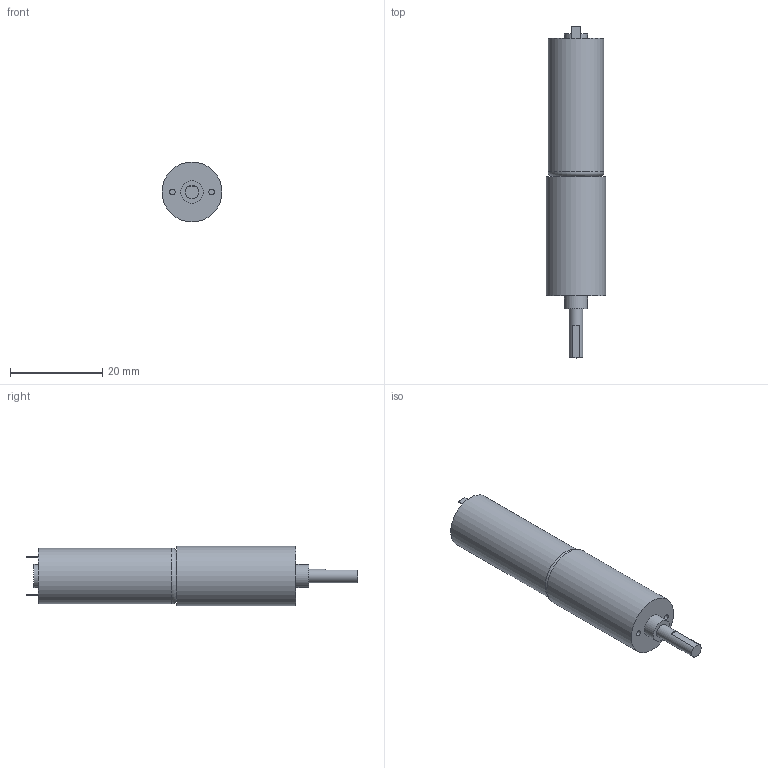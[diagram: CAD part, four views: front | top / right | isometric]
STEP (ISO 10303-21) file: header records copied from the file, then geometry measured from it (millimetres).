
FILE_DESCRIPTION( ( 'Unknown' ), '1' );
FILE_NAME( 'PD1330-1024.stp', 'Unknown', ( 'Unknown' ), ( 'Unknown' ), 'PSStep 17.0.49', 'Unknown', ' ' );
FILE_SCHEMA( ( 'AUTOMOTIVE_DESIGN { 1 0 10303 214 1 1 1 1 }' ) );
Length unit declared in the file: millimetre
Products named in the file (1): 1
Bounding box: 13 x 72.1 x 13 mm (x, y, z)
Volume: 7018.9 mm3; surface area: 2738.8 mm2
Topology: 1 solids, 1 shells, 28 faces, 53 edges, 35 vertices
Faces by surface type: plane 20, cylinder 7, torus 1
Full cylindrical faces by diameter (mm): 1.221 x2, 3 x1, 5 x2, 12.1 x1, 13 x1
Entity records: 896 total; most frequent: DIRECTION 118, CARTESIAN_POINT 107, ORIENTED_EDGE 88, AXIS2_PLACEMENT_3D 45, EDGE_LOOP 44, EDGE_CURVE 44, FACE_OUTER_BOUND 36, VERTEX_POINT 34
